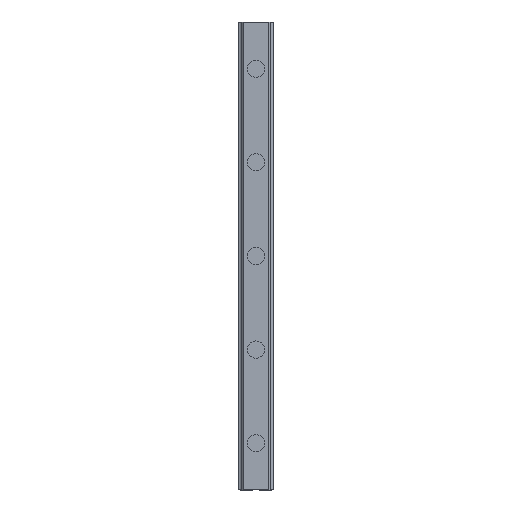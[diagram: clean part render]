
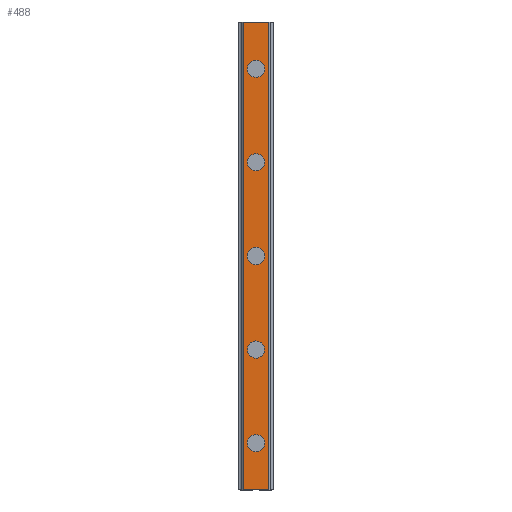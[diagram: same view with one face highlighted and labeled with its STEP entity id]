
A CAD part, top view. The second image highlights one B-rep face of the part: STEP entity #488.
In plain terms, the highlighted planar face has unit normal (0, 0, 1).
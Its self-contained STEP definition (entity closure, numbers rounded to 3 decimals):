
#488=ADVANCED_FACE('',(#1003,#1004,#1005,#1006,#1007,#1008),#1009,.T.);
#1003=FACE_BOUND('',#1538,.T.);
#1004=FACE_BOUND('',#1539,.T.);
#1005=FACE_BOUND('',#1540,.T.);
#1006=FACE_BOUND('',#1541,.T.);
#1007=FACE_BOUND('',#1542,.T.);
#1008=FACE_OUTER_BOUND('',#1543,.T.);
#1009=PLANE('',#1544);
#1538=EDGE_LOOP('',(#3009,#3010));
#1539=EDGE_LOOP('',(#3011,#3012));
#1540=EDGE_LOOP('',(#3013,#3014));
#1541=EDGE_LOOP('',(#3015,#3016));
#1542=EDGE_LOOP('',(#3017,#3018));
#1543=EDGE_LOOP('',(#3019,#3020,#3021,#3022));
#1544=AXIS2_PLACEMENT_3D('',#3023,#3024,#3025);
#3009=ORIENTED_EDGE('',*,*,#3301,.T.);
#3010=ORIENTED_EDGE('',*,*,#3694,.T.);
#3011=ORIENTED_EDGE('',*,*,#3287,.T.);
#3012=ORIENTED_EDGE('',*,*,#3722,.T.);
#3013=ORIENTED_EDGE('',*,*,#3273,.T.);
#3014=ORIENTED_EDGE('',*,*,#3737,.T.);
#3015=ORIENTED_EDGE('',*,*,#3259,.T.);
#3016=ORIENTED_EDGE('',*,*,#3752,.T.);
#3017=ORIENTED_EDGE('',*,*,#3245,.T.);
#3018=ORIENTED_EDGE('',*,*,#3767,.T.);
#3019=ORIENTED_EDGE('',*,*,#3672,.T.);
#3020=ORIENTED_EDGE('',*,*,#3822,.F.);
#3021=ORIENTED_EDGE('',*,*,#3536,.F.);
#3022=ORIENTED_EDGE('',*,*,#3820,.T.);
#3023=CARTESIAN_POINT('',(0.0,300.0,22.));
#3024=DIRECTION('',(0.0,0.0,1.0));
#3025=DIRECTION('',(-1.0,0.0,-0.0));
#3245=EDGE_CURVE('',#3892,#3889,#3893,.T.);
#3259=EDGE_CURVE('',#3918,#3915,#3919,.T.);
#3273=EDGE_CURVE('',#3944,#3941,#3945,.T.);
#3287=EDGE_CURVE('',#3970,#3967,#3971,.T.);
#3301=EDGE_CURVE('',#3996,#3993,#3997,.T.);
#3536=EDGE_CURVE('',#4350,#4352,#4353,.T.);
#3672=EDGE_CURVE('',#4579,#4577,#4580,.T.);
#3694=EDGE_CURVE('',#3993,#3996,#4621,.T.);
#3722=EDGE_CURVE('',#3967,#3970,#4657,.T.);
#3737=EDGE_CURVE('',#3941,#3944,#4675,.T.);
#3752=EDGE_CURVE('',#3915,#3918,#4693,.T.);
#3767=EDGE_CURVE('',#3889,#3892,#4711,.T.);
#3820=EDGE_CURVE('',#4350,#4579,#4767,.T.);
#3822=EDGE_CURVE('',#4352,#4577,#4769,.T.);
#3889=VERTEX_POINT('',#4838);
#3892=VERTEX_POINT('',#4842);
#3893=CIRCLE('',#4843,5.5);
#3915=VERTEX_POINT('',#4868);
#3918=VERTEX_POINT('',#4872);
#3919=CIRCLE('',#4873,5.5);
#3941=VERTEX_POINT('',#4898);
#3944=VERTEX_POINT('',#4902);
#3945=CIRCLE('',#4903,5.5);
#3967=VERTEX_POINT('',#4928);
#3970=VERTEX_POINT('',#4932);
#3971=CIRCLE('',#4933,5.5);
#3993=VERTEX_POINT('',#4958);
#3996=VERTEX_POINT('',#4962);
#3997=CIRCLE('',#4963,5.5);
#4350=VERTEX_POINT('',#5451);
#4352=VERTEX_POINT('',#5454);
#4353=LINE('',#5455,#5456);
#4577=VERTEX_POINT('',#5768);
#4579=VERTEX_POINT('',#5771);
#4580=LINE('',#5772,#5773);
#4621=CIRCLE('',#5823,5.5);
#4657=CIRCLE('',#5869,5.5);
#4675=CIRCLE('',#5890,5.5);
#4693=CIRCLE('',#5911,5.5);
#4711=CIRCLE('',#5932,5.5);
#4767=LINE('',#6010,#6011);
#4769=LINE('',#6013,#6014);
#4838=CARTESIAN_POINT('',(5.5,30.0,22.));
#4842=CARTESIAN_POINT('',(-5.5,30.0,22.));
#4843=AXIS2_PLACEMENT_3D('',#6107,#6108,#6109);
#4868=CARTESIAN_POINT('',(5.5,90.0,22.));
#4872=CARTESIAN_POINT('',(-5.5,90.0,22.));
#4873=AXIS2_PLACEMENT_3D('',#6135,#6136,#6137);
#4898=CARTESIAN_POINT('',(5.5,150.0,22.));
#4902=CARTESIAN_POINT('',(-5.5,150.0,22.));
#4903=AXIS2_PLACEMENT_3D('',#6163,#6164,#6165);
#4928=CARTESIAN_POINT('',(5.5,210.0,22.));
#4932=CARTESIAN_POINT('',(-5.5,210.0,22.));
#4933=AXIS2_PLACEMENT_3D('',#6191,#6192,#6193);
#4958=CARTESIAN_POINT('',(5.5,270.0,22.));
#4962=CARTESIAN_POINT('',(-5.5,270.0,22.));
#4963=AXIS2_PLACEMENT_3D('',#6219,#6220,#6221);
#5451=CARTESIAN_POINT('',(-8.3,300.0,22.));
#5454=CARTESIAN_POINT('',(8.3,300.0,22.));
#5455=CARTESIAN_POINT('',(-8.3,300.0,22.));
#5456=VECTOR('',#6469,1.0);
#5768=CARTESIAN_POINT('',(8.3,0.0,22.));
#5771=CARTESIAN_POINT('',(-8.3,0.0,22.));
#5772=CARTESIAN_POINT('',(-8.3,0.0,22.));
#5773=VECTOR('',#6625,1.0);
#5823=AXIS2_PLACEMENT_3D('',#6668,#6669,#6670);
#5869=AXIS2_PLACEMENT_3D('',#6711,#6712,#6713);
#5890=AXIS2_PLACEMENT_3D('',#6732,#6733,#6734);
#5911=AXIS2_PLACEMENT_3D('',#6753,#6754,#6755);
#5932=AXIS2_PLACEMENT_3D('',#6774,#6775,#6776);
#6010=CARTESIAN_POINT('',(-8.3,300.0,22.));
#6011=VECTOR('',#6814,1.0);
#6013=CARTESIAN_POINT('',(8.3,300.0,22.));
#6014=VECTOR('',#6815,1.0);
#6107=CARTESIAN_POINT('',(0.0,30.0,22.));
#6108=DIRECTION('',(0.0,0.0,-1.0));
#6109=DIRECTION('',(1.0,0.0,0.0));
#6135=CARTESIAN_POINT('',(0.0,90.0,22.));
#6136=DIRECTION('',(0.0,0.0,-1.0));
#6137=DIRECTION('',(1.0,0.0,0.0));
#6163=CARTESIAN_POINT('',(0.0,150.0,22.));
#6164=DIRECTION('',(0.0,0.0,-1.0));
#6165=DIRECTION('',(1.0,0.0,0.0));
#6191=CARTESIAN_POINT('',(0.0,210.0,22.));
#6192=DIRECTION('',(0.0,0.0,-1.0));
#6193=DIRECTION('',(1.0,0.0,0.0));
#6219=CARTESIAN_POINT('',(0.0,270.0,22.));
#6220=DIRECTION('',(0.0,0.0,-1.0));
#6221=DIRECTION('',(1.0,0.0,0.0));
#6469=DIRECTION('',(1.0,0.0,0.0));
#6625=DIRECTION('',(1.0,0.0,0.0));
#6668=CARTESIAN_POINT('',(0.0,270.0,22.));
#6669=DIRECTION('',(0.0,0.0,-1.0));
#6670=DIRECTION('',(1.0,0.0,0.0));
#6711=CARTESIAN_POINT('',(0.0,210.0,22.));
#6712=DIRECTION('',(0.0,0.0,-1.0));
#6713=DIRECTION('',(1.0,0.0,0.0));
#6732=CARTESIAN_POINT('',(0.0,150.0,22.));
#6733=DIRECTION('',(0.0,0.0,-1.0));
#6734=DIRECTION('',(1.0,0.0,0.0));
#6753=CARTESIAN_POINT('',(0.0,90.0,22.));
#6754=DIRECTION('',(0.0,0.0,-1.0));
#6755=DIRECTION('',(1.0,0.0,0.0));
#6774=CARTESIAN_POINT('',(0.0,30.0,22.));
#6775=DIRECTION('',(0.0,0.0,-1.0));
#6776=DIRECTION('',(1.0,0.0,0.0));
#6814=DIRECTION('',(0.0,-1.0,0.0));
#6815=DIRECTION('',(0.0,-1.0,0.0));
